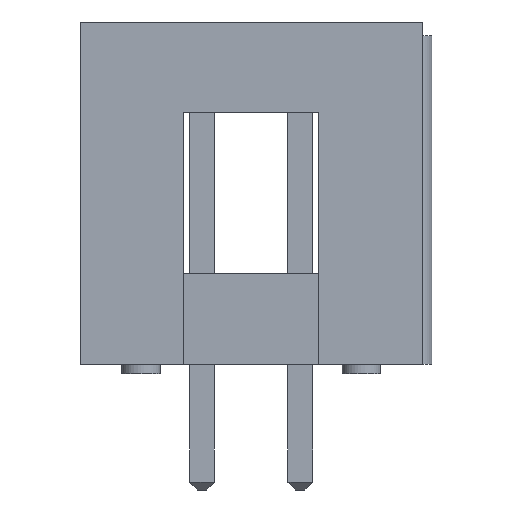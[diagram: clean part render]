
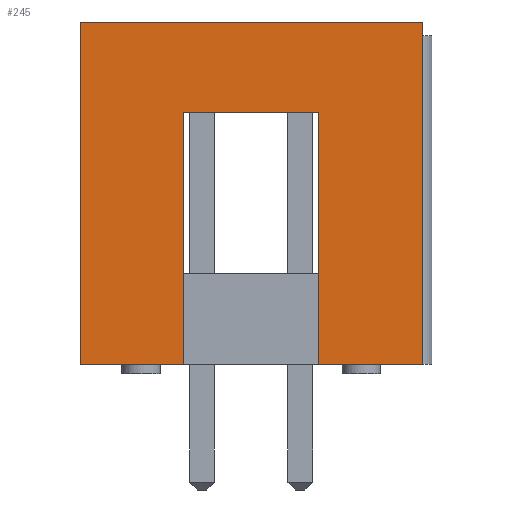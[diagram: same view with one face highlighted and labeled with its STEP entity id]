
A CAD part, front view. The second image highlights one B-rep face of the part: STEP entity #245.
In plain terms, the highlighted planar face has unit normal (0, -1, 0).
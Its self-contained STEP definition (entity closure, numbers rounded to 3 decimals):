
#12=DIRECTION('',(0.,0.,1.));
#26=VECTOR('',#12,1.);
#29=VERTEX_POINT('',#30);
#30=CARTESIAN_POINT('',(-3.155,-15.26,0.25));
#35=EDGE_CURVE('',#29,#36,#38,.T.);
#36=VERTEX_POINT('',#37);
#37=CARTESIAN_POINT('',(-3.155,-15.26,9.1));
#38=LINE('',#39,#26);
#39=CARTESIAN_POINT('',(-3.155,-15.26,2.6));
#90=VECTOR('',#91,1.);
#91=DIRECTION('',(-1.,0.,0.));
#106=VECTOR('',#107,1.);
#107=DIRECTION('',(1.,0.,0.));
#131=EDGE_CURVE('',#36,#132,#134,.T.);
#132=VERTEX_POINT('',#133);
#133=CARTESIAN_POINT('',(5.695,-15.26,9.1));
#134=LINE('',#37,#106);
#245=ADVANCED_FACE('',(#246),#284,.T.);
#246=FACE_BOUND('',#247,.T.);
#247=EDGE_LOOP('',(#248,#249,#254,#262,#268,#276,#280,#283));
#248=ORIENTED_EDGE('',*,*,#35,.F.);
#249=ORIENTED_EDGE('',*,*,#250,.T.);
#250=EDGE_CURVE('',#29,#251,#253,.T.);
#251=VERTEX_POINT('',#252);
#252=CARTESIAN_POINT('',(-0.48,-15.26,0.25));
#253=LINE('',#30,#106);
#254=ORIENTED_EDGE('',*,*,#255,.T.);
#255=EDGE_CURVE('',#251,#256,#258,.T.);
#256=VERTEX_POINT('',#257);
#257=CARTESIAN_POINT('',(-0.48,-15.26,6.75));
#258=LINE('',#259,#260);
#259=CARTESIAN_POINT('',(-0.48,-15.26,2.463));
#260=VECTOR('',#261,1.);
#261=DIRECTION('',(0.,0.,1.));
#262=ORIENTED_EDGE('',*,*,#263,.F.);
#263=EDGE_CURVE('',#264,#256,#266,.T.);
#264=VERTEX_POINT('',#265);
#265=CARTESIAN_POINT('',(3.02,-15.26,6.75));
#266=LINE('',#267,#90);
#267=CARTESIAN_POINT('',(1.27,-15.26,6.75));
#268=ORIENTED_EDGE('',*,*,#269,.T.);
#269=EDGE_CURVE('',#264,#270,#272,.T.);
#270=VERTEX_POINT('',#271);
#271=CARTESIAN_POINT('',(3.02,-15.26,0.25));
#272=LINE('',#273,#274);
#273=CARTESIAN_POINT('',(3.02,-15.26,2.463));
#274=VECTOR('',#275,1.);
#275=DIRECTION('',(0.,0.,-1.));
#276=ORIENTED_EDGE('',*,*,#277,.T.);
#277=EDGE_CURVE('',#270,#278,#253,.T.);
#278=VERTEX_POINT('',#279);
#279=CARTESIAN_POINT('',(5.695,-15.26,0.25));
#280=ORIENTED_EDGE('',*,*,#281,.T.);
#281=EDGE_CURVE('',#278,#132,#282,.T.);
#282=LINE('',#279,#26);
#283=ORIENTED_EDGE('',*,*,#131,.F.);
#284=PLANE('',#285);
#285=AXIS2_PLACEMENT_3D('',#286,#287,#275);
#286=CARTESIAN_POINT('',(1.27,-15.26,4.675));
#287=DIRECTION('',(-0.,-1.,0.));
